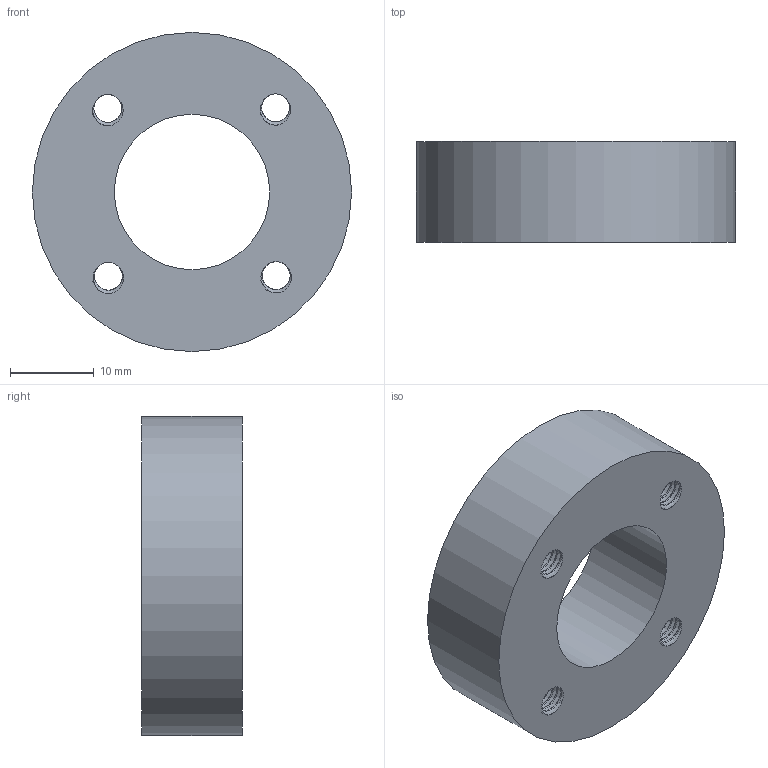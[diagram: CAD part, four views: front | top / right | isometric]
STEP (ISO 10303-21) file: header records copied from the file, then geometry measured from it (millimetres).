
FILE_DESCRIPTION(/* description */ (''),/* implementation_level */ '2;1');
FILE_NAME(/* name */ 'MPS_holder_body.step',/* time_stamp */ '2023-08-03T10:37:22+02:00',/* author */ (''),/* organization */ (''),/* preprocessor_version */ 'ST-DEVELOPER v20',/* originating_system */ 'Autodesk Translation Framework v12.9.0.99',/* authorisation */ '');
FILE_SCHEMA (('AUTOMOTIVE_DESIGN { 1 0 10303 214 3 1 1 }'));
Length unit declared in the file: millimetre
Products named in the file (1): MPS_HH_drawing_02_FINAL
Bounding box: 38 x 12 x 38 mm (x, y, z)
Volume: 9879.8 mm3; surface area: 4687.1 mm2
Topology: 1 solids, 1 shells, 156 faces, 462 edges, 308 vertices
Faces by surface type: cylinder 146, bspline 8, plane 2
Full cylindrical faces by diameter (mm): 3.332 x36, 4.109 x16, 18.5 x1, 38 x1
Entity records: 13740 total; most frequent: CARTESIAN_POINT 10131, ORIENTED_EDGE 924, DIRECTION 476, EDGE_CURVE 462, VERTEX_POINT 308, B_SPLINE_CURVE_WITH_KNOTS 304, AXIS2_PLACEMENT_3D 169, EDGE_LOOP 166
